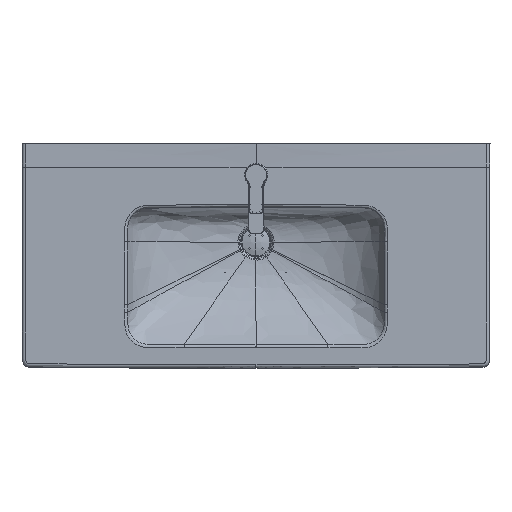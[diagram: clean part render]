
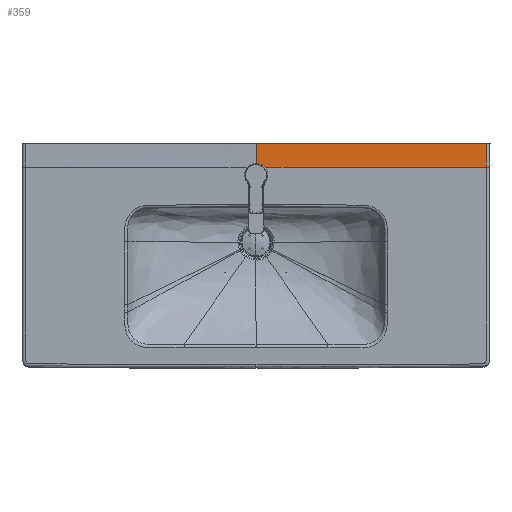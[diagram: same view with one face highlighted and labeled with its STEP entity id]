
A CAD part, top view. The second image highlights one B-rep face of the part: STEP entity #359.
In plain terms, the highlighted free-form (B-spline) face has degree [5, 5] with [6, 12] control points.
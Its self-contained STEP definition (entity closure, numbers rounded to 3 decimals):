
#359=ADVANCED_FACE('',(#994),#9503,.T.);
#994=FACE_OUTER_BOUND('',#1644,.T.);
#1644=EDGE_LOOP('',(#3380,#3381,#3382,#3383,#3384));
#3380=ORIENTED_EDGE('',*,*,#5907,.T.);
#3381=ORIENTED_EDGE('',*,*,#5802,.F.);
#3382=ORIENTED_EDGE('',*,*,#5804,.F.);
#3383=ORIENTED_EDGE('',*,*,#5787,.F.);
#3384=ORIENTED_EDGE('',*,*,#5981,.T.);
#5787=EDGE_CURVE('',#8684,#8603,#7644,.T.);
#5802=EDGE_CURVE('',#8600,#8696,#7657,.T.);
#5804=EDGE_CURVE('',#8603,#8600,#7659,.T.);
#5907=EDGE_CURVE('',#8698,#8696,#7739,.T.);
#5981=EDGE_CURVE('',#8684,#8698,#7787,.T.);
#7644=B_SPLINE_CURVE_WITH_KNOTS('',1,(#134491,#134492),.UNSPECIFIED.,.F.,
 .F.,(2,2),(0.,488.465),.UNSPECIFIED.);
#7657=B_SPLINE_CURVE_WITH_KNOTS('',5,(#134997,#134998,#134999,#135000,#135001,
#135002,#135003,#135004,#135005),.UNSPECIFIED.,.F.,.F.,(6,3,6),(-69.995,
-35.388,-0.074),.UNSPECIFIED.);
#7659=B_SPLINE_CURVE_WITH_KNOTS('',3,(#135010,#135011,#135012,#135013),
 .UNSPECIFIED.,.F.,.F.,(4,4),(-5.93,0.),.UNSPECIFIED.);
#7739=B_SPLINE_CURVE_WITH_KNOTS('',3,(#136129,#136130,#136131,#136132),
 .UNSPECIFIED.,.F.,.F.,(4,4),(-696.762,0.),.UNSPECIFIED.);
#7787=B_SPLINE_CURVE_WITH_KNOTS('',5,(#137163,#137164,#137165,#137166,#137167,
#137168,#137169,#137170,#137171,#137172,#137173,#137174,#137175,#137176,
#137177,#137178,#137179,#137180,#137181,#137182,#137183),.UNSPECIFIED.,
 .F.,.F.,(6,3,3,3,3,3,6),(1536.575,1556.376,1566.657,
1586.564,1597.135,1602.42,1607.705),
 .UNSPECIFIED.);
#8600=VERTEX_POINT('',#132282);
#8603=VERTEX_POINT('',#132285);
#8684=VERTEX_POINT('',#132366);
#8696=VERTEX_POINT('',#132378);
#8698=VERTEX_POINT('',#132380);
#9503=B_SPLINE_SURFACE_WITH_KNOTS('',5,5,((#51424,#51425,#51426,#51427,
#51428,#51429,#51430,#51431,#51432,#51433,#51434,#51435),(#51436,#51437,
#51438,#51439,#51440,#51441,#51442,#51443,#51444,#51445,#51446,#51447),
(#51448,#51449,#51450,#51451,#51452,#51453,#51454,#51455,#51456,#51457,
#51458,#51459),(#51460,#51461,#51462,#51463,#51464,#51465,#51466,#51467,
#51468,#51469,#51470,#51471),(#51472,#51473,#51474,#51475,#51476,#51477,
#51478,#51479,#51480,#51481,#51482,#51483),(#51484,#51485,#51486,#51487,
#51488,#51489,#51490,#51491,#51492,#51493,#51494,#51495)),.UNSPECIFIED.,
 .F.,.F.,.F.,(6,6),(6,3,3,6),(0.,500.237),(988.002,1000.501,
1025.5,1050.499),.UNSPECIFIED.);
#51424=CARTESIAN_POINT('',(500.837,252.602,83.05));
#51425=CARTESIAN_POINT('',(500.839,250.101,83.05));
#51426=CARTESIAN_POINT('',(500.842,247.599,83.05));
#51427=CARTESIAN_POINT('',(500.844,245.098,83.05));
#51428=CARTESIAN_POINT('',(500.851,237.591,83.05));
#51429=CARTESIAN_POINT('',(500.837,230.098,83.05));
#51430=CARTESIAN_POINT('',(500.839,225.095,83.05));
#51431=CARTESIAN_POINT('',(500.832,215.097,83.05));
#51432=CARTESIAN_POINT('',(500.829,205.096,83.05));
#51433=CARTESIAN_POINT('',(500.825,200.097,83.05));
#51434=CARTESIAN_POINT('',(500.822,195.097,83.05));
#51435=CARTESIAN_POINT('',(500.819,190.098,83.05));
#51436=CARTESIAN_POINT('',(400.795,252.603,83.965));
#51437=CARTESIAN_POINT('',(400.796,250.101,83.901));
#51438=CARTESIAN_POINT('',(400.797,247.6,83.837));
#51439=CARTESIAN_POINT('',(400.798,245.099,83.773));
#51440=CARTESIAN_POINT('',(400.8,237.593,83.582));
#51441=CARTESIAN_POINT('',(400.791,230.096,83.425));
#51442=CARTESIAN_POINT('',(400.791,225.094,83.335));
#51443=CARTESIAN_POINT('',(400.785,215.095,83.185));
#51444=CARTESIAN_POINT('',(400.782,205.095,83.095));
#51445=CARTESIAN_POINT('',(400.779,200.096,83.065));
#51446=CARTESIAN_POINT('',(400.777,195.097,83.05));
#51447=CARTESIAN_POINT('',(400.775,190.098,83.05));
#51448=CARTESIAN_POINT('',(300.749,252.598,84.651));
#51449=CARTESIAN_POINT('',(300.749,250.098,84.539));
#51450=CARTESIAN_POINT('',(300.749,247.598,84.428));
#51451=CARTESIAN_POINT('',(300.749,245.097,84.316));
#51452=CARTESIAN_POINT('',(300.749,237.596,83.981));
#51453=CARTESIAN_POINT('',(300.743,230.098,83.706));
#51454=CARTESIAN_POINT('',(300.743,225.097,83.548));
#51455=CARTESIAN_POINT('',(300.739,215.098,83.286));
#51456=CARTESIAN_POINT('',(300.736,205.098,83.128));
#51457=CARTESIAN_POINT('',(300.733,200.098,83.076));
#51458=CARTESIAN_POINT('',(300.732,195.098,83.05));
#51459=CARTESIAN_POINT('',(300.73,190.098,83.05));
#51460=CARTESIAN_POINT('',(200.697,252.593,85.108));
#51461=CARTESIAN_POINT('',(200.697,250.094,84.965));
#51462=CARTESIAN_POINT('',(200.696,247.595,84.821));
#51463=CARTESIAN_POINT('',(200.696,245.096,84.678));
#51464=CARTESIAN_POINT('',(200.695,237.598,84.248));
#51465=CARTESIAN_POINT('',(200.692,230.1,83.893));
#51466=CARTESIAN_POINT('',(200.691,225.101,83.691));
#51467=CARTESIAN_POINT('',(200.688,215.102,83.353));
#51468=CARTESIAN_POINT('',(200.686,205.101,83.151));
#51469=CARTESIAN_POINT('',(200.685,200.1,83.083));
#51470=CARTESIAN_POINT('',(200.683,195.099,83.05));
#51471=CARTESIAN_POINT('',(200.682,190.098,83.05));
#51472=CARTESIAN_POINT('',(100.649,252.591,85.337));
#51473=CARTESIAN_POINT('',(100.649,250.092,85.178));
#51474=CARTESIAN_POINT('',(100.648,247.594,85.018));
#51475=CARTESIAN_POINT('',(100.648,245.095,84.859));
#51476=CARTESIAN_POINT('',(100.647,237.599,84.381));
#51477=CARTESIAN_POINT('',(100.646,230.102,83.987));
#51478=CARTESIAN_POINT('',(100.645,225.103,83.762));
#51479=CARTESIAN_POINT('',(100.644,215.104,83.387));
#51480=CARTESIAN_POINT('',(100.643,205.103,83.162));
#51481=CARTESIAN_POINT('',(100.642,200.102,83.087));
#51482=CARTESIAN_POINT('',(100.641,195.1,83.05));
#51483=CARTESIAN_POINT('',(100.641,190.098,83.05));
#51484=CARTESIAN_POINT('',(0.597,252.591,85.337));
#51485=CARTESIAN_POINT('',(0.597,250.092,85.178));
#51486=CARTESIAN_POINT('',(0.597,247.594,85.018));
#51487=CARTESIAN_POINT('',(0.597,245.095,84.859));
#51488=CARTESIAN_POINT('',(0.597,237.599,84.381));
#51489=CARTESIAN_POINT('',(0.597,230.102,83.987));
#51490=CARTESIAN_POINT('',(0.597,225.103,83.762));
#51491=CARTESIAN_POINT('',(0.597,215.104,83.387));
#51492=CARTESIAN_POINT('',(0.597,205.103,83.162));
#51493=CARTESIAN_POINT('',(0.597,200.102,83.087));
#51494=CARTESIAN_POINT('',(0.597,195.1,83.05));
#51495=CARTESIAN_POINT('',(0.597,190.098,83.05));
#132282=CARTESIAN_POINT('',(0.597,190.598,83.05));
#132285=CARTESIAN_POINT('',(4.75,190.098,83.05));
#132366=CARTESIAN_POINT('',(493.215,190.098,83.05));
#132378=CARTESIAN_POINT('',(0.597,240.098,84.55));
#132380=CARTESIAN_POINT('',(493.287,240.098,83.095));
#134491=CARTESIAN_POINT('',(493.215,190.098,83.05));
#134492=CARTESIAN_POINT('',(4.75,190.098,83.05));
#134997=CARTESIAN_POINT('',(0.597,190.598,83.05));
#134998=CARTESIAN_POINT('',(0.597,195.5,83.053));
#134999=CARTESIAN_POINT('',(0.597,200.401,83.092));
#135000=CARTESIAN_POINT('',(0.597,205.303,83.167));
#135001=CARTESIAN_POINT('',(0.597,215.204,83.391));
#135002=CARTESIAN_POINT('',(0.597,225.103,83.762));
#135003=CARTESIAN_POINT('',(0.597,230.102,83.987));
#135004=CARTESIAN_POINT('',(0.597,235.1,84.25));
#135005=CARTESIAN_POINT('',(0.597,240.098,84.55));
#135010=CARTESIAN_POINT('',(4.75,190.098,83.05));
#135011=CARTESIAN_POINT('',(3.376,190.433,83.05));
#135012=CARTESIAN_POINT('',(2.011,190.598,83.05));
#135013=CARTESIAN_POINT('',(0.597,190.598,83.05));
#136129=CARTESIAN_POINT('',(493.287,240.098,83.095));
#136130=CARTESIAN_POINT('',(329.059,240.098,84.065));
#136131=CARTESIAN_POINT('',(164.828,240.098,84.55));
#136132=CARTESIAN_POINT('',(0.597,240.098,84.55));
#137163=CARTESIAN_POINT('',(493.215,190.098,83.05));
#137164=CARTESIAN_POINT('',(493.217,192.9,83.05));
#137165=CARTESIAN_POINT('',(493.219,195.703,83.05));
#137166=CARTESIAN_POINT('',(493.221,198.506,83.051));
#137167=CARTESIAN_POINT('',(493.225,202.764,83.052));
#137168=CARTESIAN_POINT('',(493.229,207.022,83.055));
#137169=CARTESIAN_POINT('',(493.23,208.208,83.055));
#137170=CARTESIAN_POINT('',(493.236,212.482,83.058));
#137171=CARTESIAN_POINT('',(493.242,216.754,83.062));
#137172=CARTESIAN_POINT('',(493.246,219.497,83.065));
#137173=CARTESIAN_POINT('',(493.253,223.812,83.07));
#137174=CARTESIAN_POINT('',(493.261,228.126,83.076));
#137175=CARTESIAN_POINT('',(493.264,229.623,83.078));
#137176=CARTESIAN_POINT('',(493.269,231.867,83.081));
#137177=CARTESIAN_POINT('',(493.274,234.111,83.084));
#137178=CARTESIAN_POINT('',(493.275,234.859,83.086));
#137179=CARTESIAN_POINT('',(493.279,236.356,83.088));
#137180=CARTESIAN_POINT('',(493.282,237.851,83.091));
#137181=CARTESIAN_POINT('',(493.284,238.602,83.092));
#137182=CARTESIAN_POINT('',(493.285,239.343,83.093));
#137183=CARTESIAN_POINT('',(493.287,240.098,83.095));
